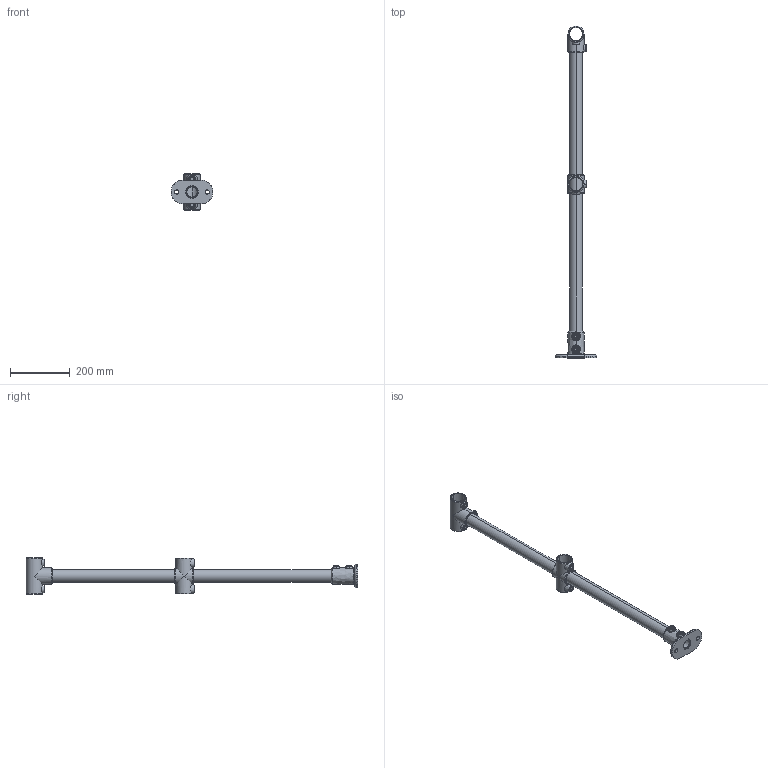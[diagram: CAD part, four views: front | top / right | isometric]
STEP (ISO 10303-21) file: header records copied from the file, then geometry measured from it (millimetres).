
FILE_DESCRIPTION (( 'STEP AP214' ), '1' );
FILE_NAME ('1603002C.STEP', '2024-09-06T11:01:55', ( '' ), ( '' ), 'SwSTEP 2.0', 'SolidWorks 2023', '' );
FILE_SCHEMA (( 'AUTOMOTIVE_DESIGN' ));
Length unit declared in the file: millimetre
Products named in the file (6): 16132C; 16119C; Part2^1603002C_Default<As Machined>; 16104C; 1603002C; socket set screw flat point_bsi_BS 4168-2 - M16 x 12-N
Assembly tree (10 placements, depth 2):
  1603002C
    16132C
    16104C
    16119C
    socket set screw flat point_bsi_BS 4168-2 - M16 x 12-N  x6
    Part2^1603002C_Default<As Machined>
Bounding box: 139.92 x 1107 x 122 mm (x, y, z)
Volume: 794561.3 mm3; surface area: 406866.6 mm2
Topology: 12 solids, 12 shells, 282 faces, 658 edges, 403 vertices
Faces by surface type: bspline 97, plane 71, cylinder 54, cone 36, torus 24
Entity records: 11660 total; most frequent: CARTESIAN_POINT 7512, ORIENTED_EDGE 996, DIRECTION 574, EDGE_CURVE 498, VERTEX_POINT 303, AXIS2_PLACEMENT_3D 244, EDGE_LOOP 243, FACE_OUTER_BOUND 207
